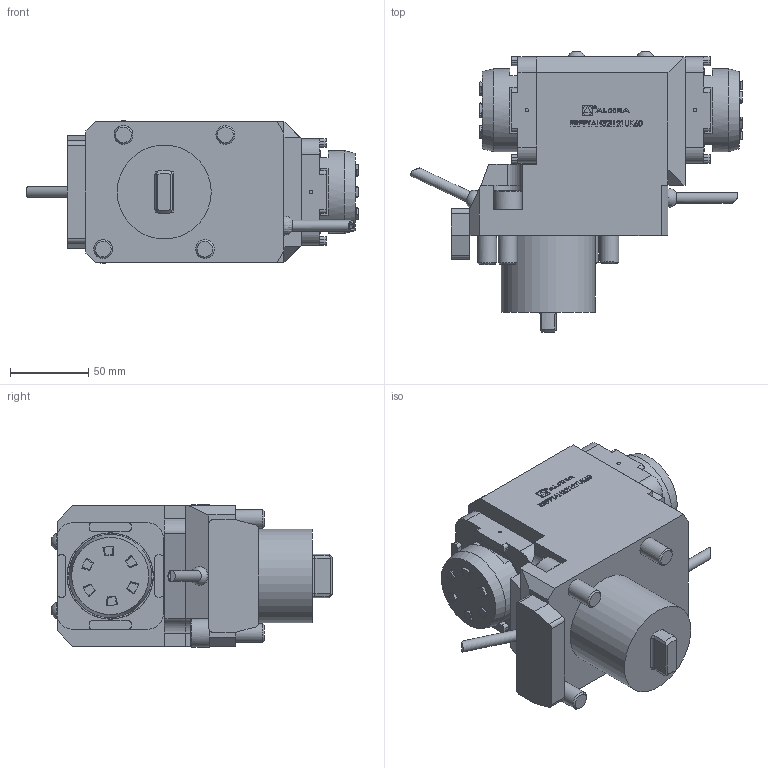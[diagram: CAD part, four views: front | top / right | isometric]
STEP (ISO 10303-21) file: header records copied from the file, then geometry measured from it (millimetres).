
FILE_DESCRIPTION (( 'STEP AP214' ), '1' );
FILE_NAME ('RRPPTAH32I121UK60.STEP', '2025-10-22T15:22:20', ( '' ), ( '' ), 'SwSTEP 2.0', 'SolidWorks 2023', '' );
FILE_SCHEMA (( 'AUTOMOTIVE_DESIGN' ));
Length unit declared in the file: millimetre
Products named in the file (1): RRPPTAH32I121UK60
Bounding box: 212.12 x 179.1 x 91 mm (x, y, z)
Volume: 1458748.9 mm3; surface area: 103974.8 mm2
Topology: 1 solids, 1 shells, 664 faces, 1709 edges, 1135 vertices
Faces by surface type: plane 387, cylinder 128, bspline 126, cone 15, sphere 6, torus 2
Full cylindrical faces by diameter (mm): 1.7 x1, 2.1 x1, 4 x2, 6.366 x1, 7 x2, 10.5 x4, 12 x4, 18 x2, 53 x2, 60 x1
Entity records: 28971 total; most frequent: CARTESIAN_POINT 10190, ORIENTED_EDGE 3312, DIRECTION 2763, EDGE_CURVE 1656, VERTEX_POINT 1117, LINE 1019, VECTOR 1019, AXIS2_PLACEMENT_3D 872
